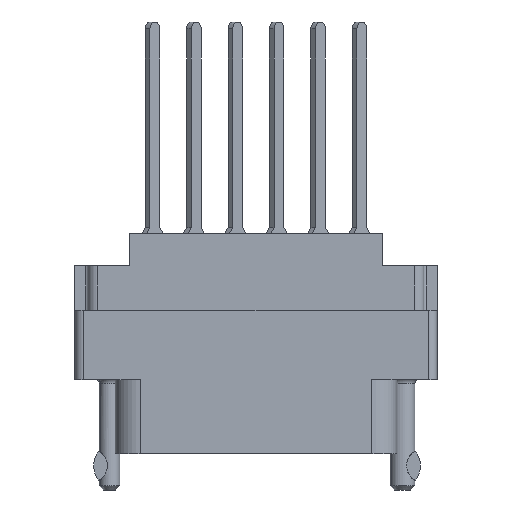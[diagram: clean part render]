
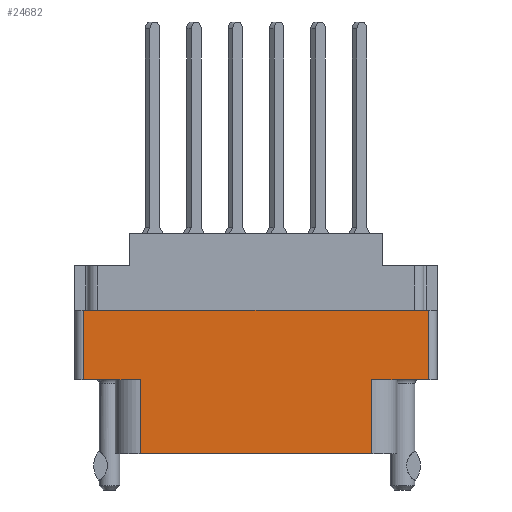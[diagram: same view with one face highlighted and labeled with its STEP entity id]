
A CAD part, front view. The second image highlights one B-rep face of the part: STEP entity #24682.
In plain terms, the highlighted planar face has unit normal (0, -1, 0).
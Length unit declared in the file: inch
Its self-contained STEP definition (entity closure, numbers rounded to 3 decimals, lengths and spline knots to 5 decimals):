
#61 = VECTOR ( 'NONE', #2940, 39.37008 ) ;
#1010 = VERTEX_POINT ( 'NONE', #20529 ) ;
#1331 = VERTEX_POINT ( 'NONE', #6095 ) ;
#1630 = PLANE ( 'NONE',  #30009 ) ;
#1647 = VERTEX_POINT ( 'NONE', #28022 ) ;
#2890 = EDGE_CURVE ( 'NONE', #27215, #14079, #25094, .T. ) ;
#2940 = DIRECTION ( 'NONE',  ( 1., 0., 0. ) ) ;
#3194 = VECTOR ( 'NONE', #17877, 39.37008 ) ;
#3237 = LINE ( 'NONE', #30891, #19372 ) ;
#3859 = CARTESIAN_POINT ( 'NONE',  ( -0.624, -0.343, -0.798 ) ) ;
#4255 = DIRECTION ( 'NONE',  ( 0., 0., -1. ) ) ;
#5395 = ORIENTED_EDGE ( 'NONE', *, *, #22214, .T. ) ;
#5433 = CARTESIAN_POINT ( 'NONE',  ( 0., -0.343, -0.529 ) ) ;
#6095 = CARTESIAN_POINT ( 'NONE',  ( -0.624, -0.343, -0.277 ) ) ;
#6907 = EDGE_CURVE ( 'NONE', #1331, #25884, #11315, .T. ) ;
#7818 = VECTOR ( 'NONE', #22899, 39.37008 ) ;
#8606 = VECTOR ( 'NONE', #28153, 39.37008 ) ;
#9276 = DIRECTION ( 'NONE',  ( 0., 0., 1. ) ) ;
#9300 = EDGE_CURVE ( 'NONE', #1647, #1331, #13237, .T. ) ;
#9784 = LINE ( 'NONE', #5433, #61 ) ;
#10818 = LINE ( 'NONE', #21866, #26543 ) ;
#10942 = ORIENTED_EDGE ( 'NONE', *, *, #2890, .F. ) ;
#11225 = VECTOR ( 'NONE', #9276, 39.37008 ) ;
#11315 = LINE ( 'NONE', #30678, #3194 ) ;
#13237 = LINE ( 'NONE', #3859, #11225 ) ;
#13469 = EDGE_CURVE ( 'NONE', #1647, #21742, #9784, .T. ) ;
#14079 = VERTEX_POINT ( 'NONE', #19809 ) ;
#14729 = CARTESIAN_POINT ( 'NONE',  ( -0.624, -0.343, -0.798 ) ) ;
#15687 = EDGE_CURVE ( 'NONE', #21742, #1010, #3237, .T. ) ;
#16212 = FACE_OUTER_BOUND ( 'NONE', #25566, .T. ) ;
#16601 = VECTOR ( 'NONE', #25978, 39.37008 ) ;
#16685 = LINE ( 'NONE', #23009, #7818 ) ;
#17511 = CARTESIAN_POINT ( 'NONE',  ( 0.624, -0.343, -0.277 ) ) ;
#17621 = EDGE_CURVE ( 'NONE', #27215, #25884, #10818, .T. ) ;
#17877 = DIRECTION ( 'NONE',  ( 1., 0., 0. ) ) ;
#19372 = VECTOR ( 'NONE', #27927, 39.37008 ) ;
#19387 = DIRECTION ( 'NONE',  ( 0., 0., 1. ) ) ;
#19671 = DIRECTION ( 'NONE',  ( 0., -1., 0. ) ) ;
#19809 = CARTESIAN_POINT ( 'NONE',  ( 0.42, -0.343, -0.529 ) ) ;
#20529 = CARTESIAN_POINT ( 'NONE',  ( -0.42, -0.343, -0.798 ) ) ;
#21716 = ORIENTED_EDGE ( 'NONE', *, *, #22813, .F. ) ;
#21742 = VERTEX_POINT ( 'NONE', #32435 ) ;
#21778 = ORIENTED_EDGE ( 'NONE', *, *, #15687, .T. ) ;
#21866 = CARTESIAN_POINT ( 'NONE',  ( 0.624, -0.343, -0.798 ) ) ;
#22113 = ORIENTED_EDGE ( 'NONE', *, *, #13469, .T. ) ;
#22133 = ORIENTED_EDGE ( 'NONE', *, *, #6907, .F. ) ;
#22214 = EDGE_CURVE ( 'NONE', #1010, #22526, #27588, .T. ) ;
#22526 = VERTEX_POINT ( 'NONE', #27219 ) ;
#22813 = EDGE_CURVE ( 'NONE', #14079, #22526, #16685, .T. ) ;
#22820 = ORIENTED_EDGE ( 'NONE', *, *, #17621, .T. ) ;
#22899 = DIRECTION ( 'NONE',  ( 0., 0., -1. ) ) ;
#23009 = CARTESIAN_POINT ( 'NONE',  ( 0.42, -0.343, -0.529 ) ) ;
#23360 = CARTESIAN_POINT ( 'NONE',  ( 0., -0.343, -0.529 ) ) ;
#24682 = ADVANCED_FACE ( 'NONE', ( #16212 ), #1630, .T. ) ;
#25094 = LINE ( 'NONE', #23360, #16601 ) ;
#25566 = EDGE_LOOP ( 'NONE', ( #21778, #5395, #21716, #10942, #22820, #22133, #32593, #22113 ) ) ;
#25884 = VERTEX_POINT ( 'NONE', #17511 ) ;
#25978 = DIRECTION ( 'NONE',  ( -1., 0., 0. ) ) ;
#26422 = CARTESIAN_POINT ( 'NONE',  ( 0.624, -0.343, -0.529 ) ) ;
#26543 = VECTOR ( 'NONE', #19387, 39.37008 ) ;
#27215 = VERTEX_POINT ( 'NONE', #26422 ) ;
#27219 = CARTESIAN_POINT ( 'NONE',  ( 0.42, -0.343, -0.798 ) ) ;
#27588 = LINE ( 'NONE', #33495, #8606 ) ;
#27927 = DIRECTION ( 'NONE',  ( 0., 0., -1. ) ) ;
#28022 = CARTESIAN_POINT ( 'NONE',  ( -0.624, -0.343, -0.529 ) ) ;
#28153 = DIRECTION ( 'NONE',  ( 1., 0., 0. ) ) ;
#30009 = AXIS2_PLACEMENT_3D ( 'NONE', #14729, #19671, #4255 ) ;
#30678 = CARTESIAN_POINT ( 'NONE',  ( -0.656, -0.343, -0.277 ) ) ;
#30891 = CARTESIAN_POINT ( 'NONE',  ( -0.42, -0.343, -0.529 ) ) ;
#32435 = CARTESIAN_POINT ( 'NONE',  ( -0.42, -0.343, -0.529 ) ) ;
#32593 = ORIENTED_EDGE ( 'NONE', *, *, #9300, .F. ) ;
#33495 = CARTESIAN_POINT ( 'NONE',  ( -0.624, -0.343, -0.798 ) ) ;
